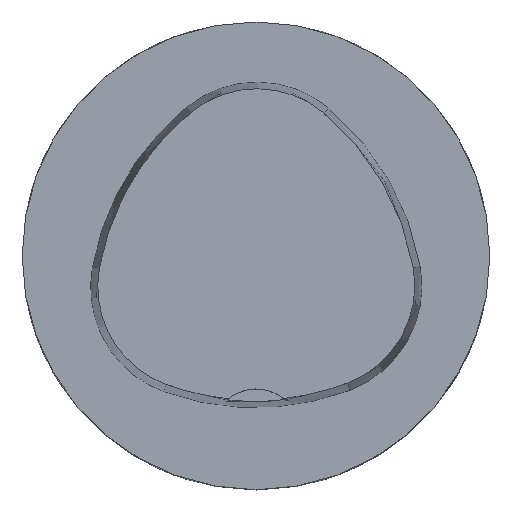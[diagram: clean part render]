
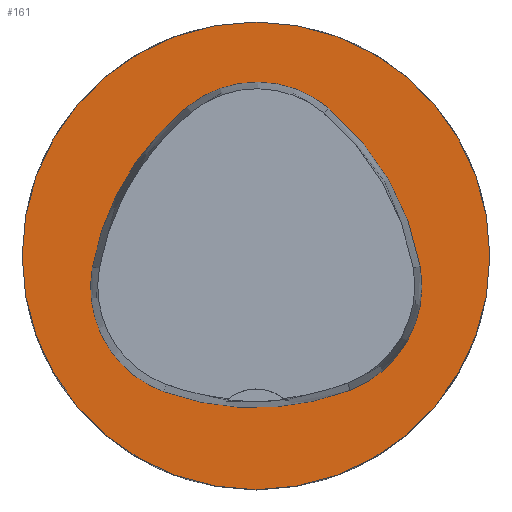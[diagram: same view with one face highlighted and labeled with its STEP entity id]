
A CAD part, top view. The second image highlights one B-rep face of the part: STEP entity #161.
In plain terms, the highlighted planar face has unit normal (0, 0, 1).
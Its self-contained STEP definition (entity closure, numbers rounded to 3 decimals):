
#131=PLANE('',#632);
#161=ADVANCED_FACE('',(#195,#196),#131,.T.);
#195=FACE_BOUND('',#246,.T.);
#196=FACE_BOUND('',#247,.T.);
#246=EDGE_LOOP('',(#347,#348,#349,#350,#351,#352));
#247=EDGE_LOOP('',(#353));
#347=ORIENTED_EDGE('',*,*,#486,.T.);
#348=ORIENTED_EDGE('',*,*,#484,.T.);
#349=ORIENTED_EDGE('',*,*,#482,.T.);
#350=ORIENTED_EDGE('',*,*,#480,.T.);
#351=ORIENTED_EDGE('',*,*,#478,.T.);
#352=ORIENTED_EDGE('',*,*,#476,.T.);
#353=ORIENTED_EDGE('',*,*,#499,.F.);
#425=VERTEX_POINT('',#905);
#426=VERTEX_POINT('',#907);
#427=VERTEX_POINT('',#911);
#428=VERTEX_POINT('',#915);
#429=VERTEX_POINT('',#919);
#430=VERTEX_POINT('',#923);
#439=VERTEX_POINT('',#955);
#476=EDGE_CURVE('',#426,#425,#537,.T.);
#478=EDGE_CURVE('',#427,#426,#538,.T.);
#480=EDGE_CURVE('',#428,#427,#539,.T.);
#482=EDGE_CURVE('',#429,#428,#540,.T.);
#484=EDGE_CURVE('',#430,#429,#541,.T.);
#486=EDGE_CURVE('',#425,#430,#542,.T.);
#499=EDGE_CURVE('',#439,#439,#543,.T.);
#537=CIRCLE('',#609,36.);
#538=CIRCLE('',#611,15.);
#539=CIRCLE('',#613,36.);
#540=CIRCLE('',#615,15.);
#541=CIRCLE('',#617,36.);
#542=CIRCLE('',#619,15.);
#543=CIRCLE('',#631,31.5);
#609=AXIS2_PLACEMENT_3D('',#906,#719,#720);
#611=AXIS2_PLACEMENT_3D('',#910,#724,#725);
#613=AXIS2_PLACEMENT_3D('',#914,#729,#730);
#615=AXIS2_PLACEMENT_3D('',#918,#734,#735);
#617=AXIS2_PLACEMENT_3D('',#922,#739,#740);
#619=AXIS2_PLACEMENT_3D('',#926,#744,#745);
#631=AXIS2_PLACEMENT_3D('',#954,#776,#777);
#632=AXIS2_PLACEMENT_3D('',#956,#778,#779);
#719=DIRECTION('',(0.,0.,-1.));
#720=DIRECTION('',(-1.,0.,0.));
#724=DIRECTION('',(0.,0.,-1.));
#725=DIRECTION('',(-1.,0.,0.));
#729=DIRECTION('',(0.,0.,-1.));
#730=DIRECTION('',(-1.,0.,0.));
#734=DIRECTION('',(0.,0.,-1.));
#735=DIRECTION('',(-1.,0.,0.));
#739=DIRECTION('',(0.,0.,-1.));
#740=DIRECTION('',(-1.,0.,0.));
#744=DIRECTION('',(0.,0.,-1.));
#745=DIRECTION('',(-1.,0.,0.));
#776=DIRECTION('',(0.,0.,-1.));
#777=DIRECTION('',(-1.,0.,0.));
#778=DIRECTION('',(0.,0.,1.));
#779=DIRECTION('',(1.,0.,0.));
#905=CARTESIAN_POINT('',(-12.373,-18.307,0.));
#906=CARTESIAN_POINT('',(-0.137,15.55,0.));
#907=CARTESIAN_POINT('',(12.693,-18.087,0.));
#910=CARTESIAN_POINT('',(7.347,-4.071,0.));
#911=CARTESIAN_POINT('',(22.122,-1.48,0.));
#914=CARTESIAN_POINT('',(-13.337,-7.7,0.));
#915=CARTESIAN_POINT('',(9.779,19.898,0.));
#918=CARTESIAN_POINT('',(0.148,8.399,0.));
#919=CARTESIAN_POINT('',(-9.317,20.036,0.));
#922=CARTESIAN_POINT('',(13.398,-7.893,0.));
#923=CARTESIAN_POINT('',(-22.041,-1.562,0.));
#926=CARTESIAN_POINT('',(-7.275,-4.2,0.));
#954=CARTESIAN_POINT('',(0.,0.,0.));
#955=CARTESIAN_POINT('',(-31.5,0.,0.));
#956=CARTESIAN_POINT('',(0.,0.,0.));
